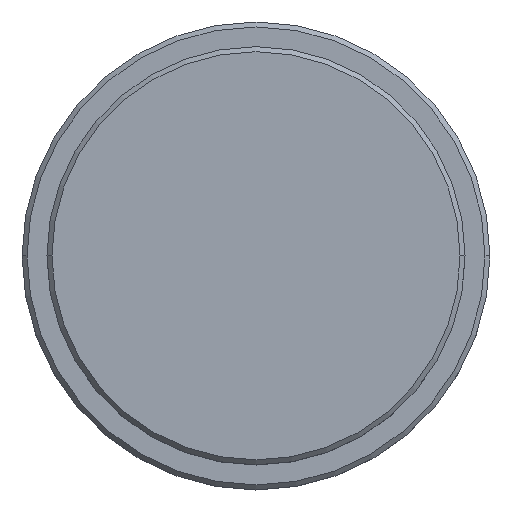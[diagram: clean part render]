
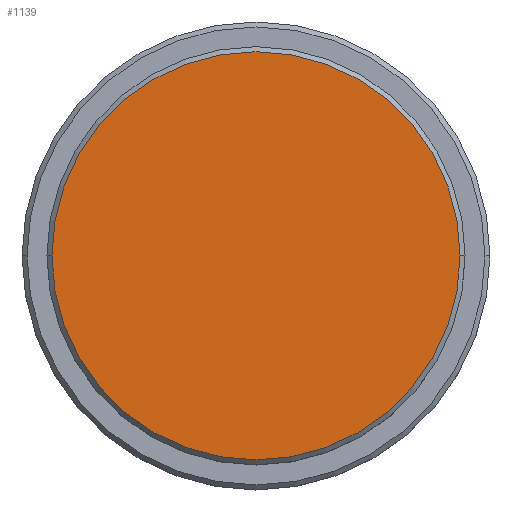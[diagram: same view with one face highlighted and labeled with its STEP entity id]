
A CAD part, top view. The second image highlights one B-rep face of the part: STEP entity #1139.
In plain terms, the highlighted planar face has unit normal (0, 0, 1).
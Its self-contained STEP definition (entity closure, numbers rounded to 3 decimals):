
#76 = FACE_OUTER_BOUND ( 'NONE', #849, .T. ) ;
#125 = VERTEX_POINT ( 'NONE', #799 ) ;
#176 = DIRECTION ( 'NONE',  ( 0., 0., 1. ) ) ;
#231 = CARTESIAN_POINT ( 'NONE',  ( 0., 0., 0. ) ) ;
#252 = AXIS2_PLACEMENT_3D ( 'NONE', #846, #176, #289 ) ;
#259 = CARTESIAN_POINT ( 'NONE',  ( 0., 0., 0. ) ) ;
#289 = DIRECTION ( 'NONE',  ( 1., 0., 0. ) ) ;
#339 = ORIENTED_EDGE ( 'NONE', *, *, #393, .T. ) ;
#351 = DIRECTION ( 'NONE',  ( 1., 0., 0. ) ) ;
#393 = EDGE_CURVE ( 'NONE', #125, #1328, #1077, .T. ) ;
#448 = DIRECTION ( 'NONE',  ( 1., 0., 0. ) ) ;
#627 = PLANE ( 'NONE',  #252 ) ;
#672 = DIRECTION ( 'NONE',  ( 0., 0., 1. ) ) ;
#711 = AXIS2_PLACEMENT_3D ( 'NONE', #259, #1107, #351 ) ;
#799 = CARTESIAN_POINT ( 'NONE',  ( 20.5, 0., 0. ) ) ;
#846 = CARTESIAN_POINT ( 'NONE',  ( 0., 0., 0. ) ) ;
#849 = EDGE_LOOP ( 'NONE', ( #960, #339 ) ) ;
#928 = CIRCLE ( 'NONE', #711, 20.5 ) ;
#960 = ORIENTED_EDGE ( 'NONE', *, *, #1031, .T. ) ;
#1031 = EDGE_CURVE ( 'NONE', #1328, #125, #928, .T. ) ;
#1077 = CIRCLE ( 'NONE', #1318, 20.5 ) ;
#1107 = DIRECTION ( 'NONE',  ( 0., 0., 1. ) ) ;
#1139 = ADVANCED_FACE ( 'NONE', ( #76 ), #627, .T. ) ;
#1197 = CARTESIAN_POINT ( 'NONE',  ( -20.5, 0., 0. ) ) ;
#1318 = AXIS2_PLACEMENT_3D ( 'NONE', #231, #672, #448 ) ;
#1328 = VERTEX_POINT ( 'NONE', #1197 ) ;
